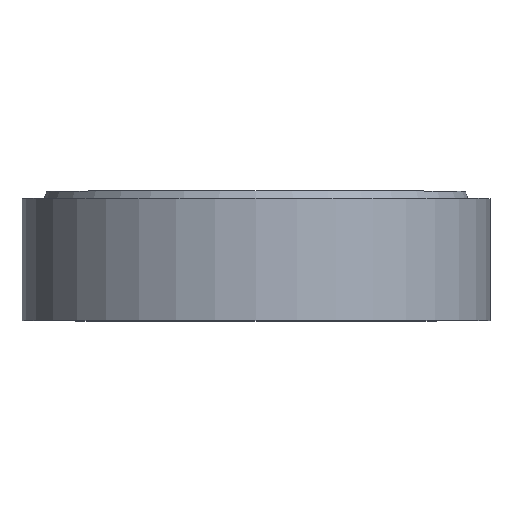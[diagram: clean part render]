
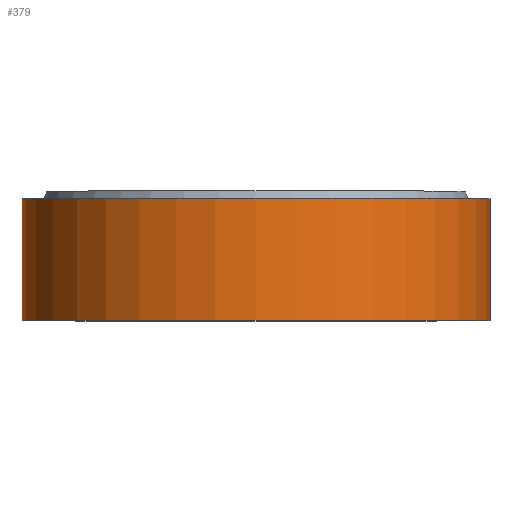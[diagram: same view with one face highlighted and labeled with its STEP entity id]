
A CAD part, top view. The second image highlights one B-rep face of the part: STEP entity #379.
In plain terms, the highlighted cylindrical face has radius 383 mm (diameter 766 mm), a partial arc.
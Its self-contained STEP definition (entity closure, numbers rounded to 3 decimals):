
#1 = CARTESIAN_POINT ( 'NONE',  ( 0., 0., -200. ) ) ;
#35 = AXIS2_PLACEMENT_3D ( 'NONE', #634, #335, #165 ) ;
#50 = EDGE_CURVE ( 'NONE', #260, #456, #151, .T. ) ;
#68 = AXIS2_PLACEMENT_3D ( 'NONE', #394, #159, #398 ) ;
#102 = AXIS2_PLACEMENT_3D ( 'NONE', #1, #276, #120 ) ;
#120 = DIRECTION ( 'NONE',  ( 1., 0., 0. ) ) ;
#151 = LINE ( 'NONE', #575, #549 ) ;
#159 = DIRECTION ( 'NONE',  ( 0., 0., 1. ) ) ;
#165 = DIRECTION ( 'NONE',  ( 1., 0., 0. ) ) ;
#222 = DIRECTION ( 'NONE',  ( 0., 0., 1. ) ) ;
#260 = VERTEX_POINT ( 'NONE', #278 ) ;
#268 = CARTESIAN_POINT ( 'NONE',  ( 383., 0., 0. ) ) ;
#276 = DIRECTION ( 'NONE',  ( 0., 0., 1. ) ) ;
#278 = CARTESIAN_POINT ( 'NONE',  ( -383., 0., -200. ) ) ;
#295 = VERTEX_POINT ( 'NONE', #493 ) ;
#319 = CIRCLE ( 'NONE', #102, 383. ) ;
#331 = CYLINDRICAL_SURFACE ( 'NONE', #68, 383. ) ;
#335 = DIRECTION ( 'NONE',  ( 0., 0., 1. ) ) ;
#340 = ORIENTED_EDGE ( 'NONE', *, *, #50, .T. ) ;
#342 = CIRCLE ( 'NONE', #35, 383. ) ;
#373 = DIRECTION ( 'NONE',  ( 0., 0., 1. ) ) ;
#379 = ADVANCED_FACE ( 'NONE', ( #599 ), #331, .T. ) ;
#392 = EDGE_CURVE ( 'NONE', #663, #260, #319, .T. ) ;
#394 = CARTESIAN_POINT ( 'NONE',  ( 0., 0., 0. ) ) ;
#398 = DIRECTION ( 'NONE',  ( 1., 0., 0. ) ) ;
#407 = CARTESIAN_POINT ( 'NONE',  ( 383., 0., -200. ) ) ;
#415 = ORIENTED_EDGE ( 'NONE', *, *, #494, .F. ) ;
#449 = ORIENTED_EDGE ( 'NONE', *, *, #392, .T. ) ;
#456 = VERTEX_POINT ( 'NONE', #653 ) ;
#473 = ORIENTED_EDGE ( 'NONE', *, *, #545, .F. ) ;
#488 = LINE ( 'NONE', #268, #511 ) ;
#493 = CARTESIAN_POINT ( 'NONE',  ( 383., 0., 0. ) ) ;
#494 = EDGE_CURVE ( 'NONE', #295, #456, #342, .T. ) ;
#511 = VECTOR ( 'NONE', #222, 1000. ) ;
#545 = EDGE_CURVE ( 'NONE', #663, #295, #488, .T. ) ;
#549 = VECTOR ( 'NONE', #373, 1000. ) ;
#575 = CARTESIAN_POINT ( 'NONE',  ( -383., 0., 0. ) ) ;
#599 = FACE_OUTER_BOUND ( 'NONE', #603, .T. ) ;
#603 = EDGE_LOOP ( 'NONE', ( #449, #340, #415, #473 ) ) ;
#634 = CARTESIAN_POINT ( 'NONE',  ( 0., 0., 0. ) ) ;
#653 = CARTESIAN_POINT ( 'NONE',  ( -383., 0., 0. ) ) ;
#663 = VERTEX_POINT ( 'NONE', #407 ) ;
